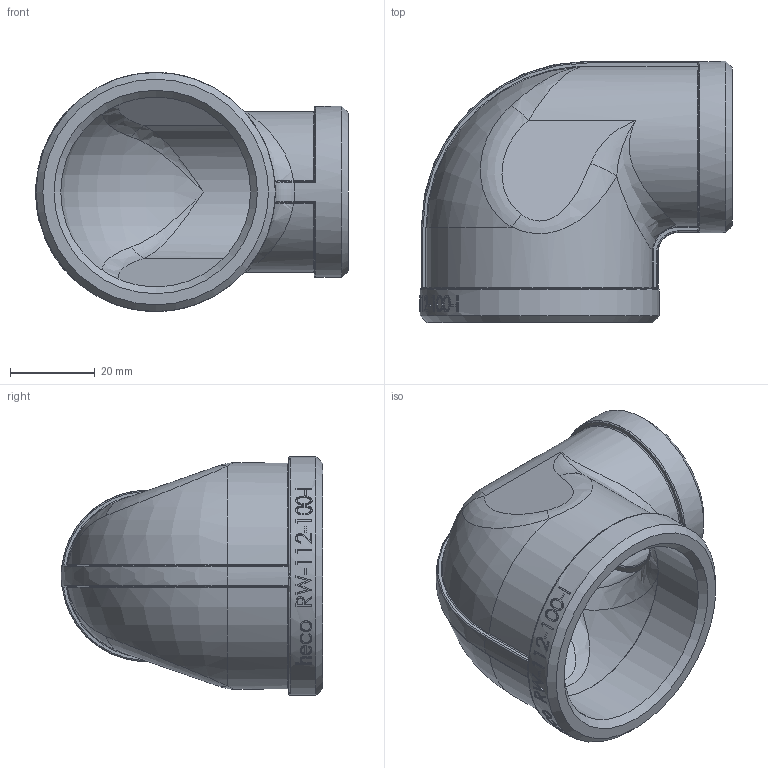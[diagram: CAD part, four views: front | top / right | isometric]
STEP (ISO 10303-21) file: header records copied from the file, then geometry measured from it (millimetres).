
FILE_DESCRIPTION (( 'STEP AP214' ), '1' );
FILE_NAME ('heco_RW-112-100-I.STEP', '2016-06-30T11:08:34', ( '' ), ( '' ), 'SwSTEP 2.0', 'SolidWorks 2011', '' );
FILE_SCHEMA (( 'AUTOMOTIVE_DESIGN' ));
Length unit declared in the file: millimetre
Products named in the file (1): heco_RW-112-100-I
Bounding box: 73.85 x 61.74 x 56.5 mm (x, y, z)
Volume: 35731.3 mm3; surface area: 23498.3 mm2
Topology: 1 solids, 1 shells, 287 faces, 712 edges, 436 vertices
Faces by surface type: bspline 120, plane 74, cylinder 57, torus 22, sphere 8, cone 6
Full cylindrical faces by diameter (mm): 30.291 x1, 40.5 x1, 44.845 x1, 48.7 x1, 56.5 x1
Entity records: 23277 total; most frequent: CARTESIAN_POINT 15835, ORIENTED_EDGE 1362, DIRECTION 835, EDGE_CURVE 681, VERTEX_POINT 431, B_SPLINE_CURVE_WITH_KNOTS 358, AXIS2_PLACEMENT_3D 348, EDGE_LOOP 324
